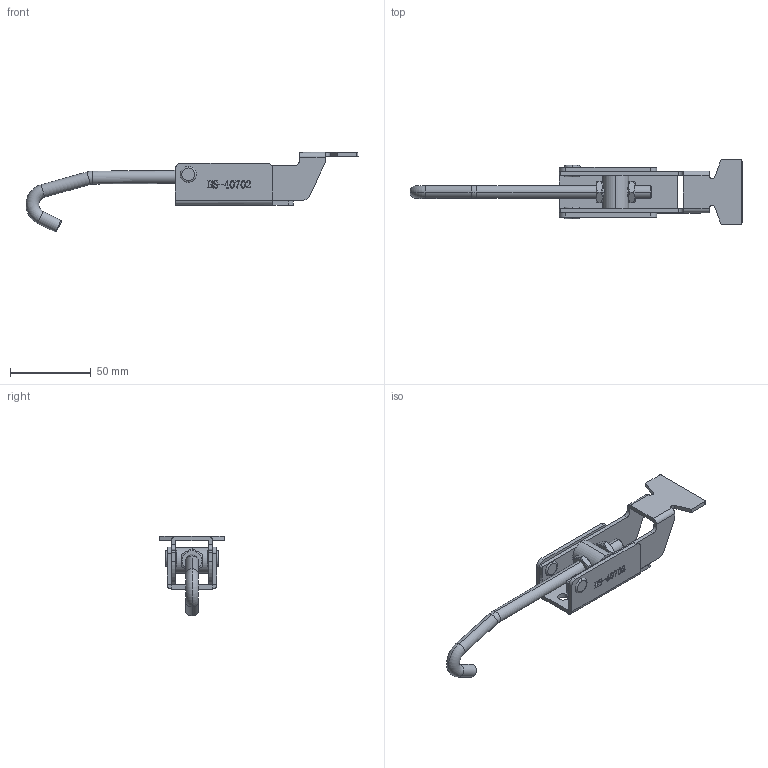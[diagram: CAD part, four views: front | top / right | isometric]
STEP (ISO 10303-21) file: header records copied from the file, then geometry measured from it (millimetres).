
FILE_DESCRIPTION (( 'STEP AP203' ), '1' );
FILE_NAME ('HS-40702 .STEP', '2019-10-07T03:16:01', ( '微软用户' ), ( '微软中国' ), 'SwSTEP 2.0', 'SolidWorks 2012', '' );
FILE_SCHEMA (( 'CONFIG_CONTROL_DESIGN' ));
Length unit declared in the file: millimetre
Products named in the file (7): HS-40702 ; hex thin nuts-grades ab-chamfered gb_GB_FASTENER_NUT_STNAB M8-N; 挴裝; 种粣; 种; 忒梟; 菁釱
Assembly tree (8 placements, depth 2):
  HS-40702 
    菁釱
    忒梟
    种  x2
    种粣
    挴裝
    hex thin nuts-grades ab-chamfered gb_GB_FASTENER_NUT_STNAB M8-N  x2
Bounding box: 205.95 x 40 x 49.6 mm (x, y, z)
Volume: 37830.9 mm3; surface area: 29750.5 mm2
Topology: 8 solids, 8 shells, 506 faces, 1329 edges, 870 vertices
Faces by surface type: plane 281, bspline 125, cylinder 68, cone 20, torus 12
Entity records: 21962 total; most frequent: CARTESIAN_POINT 9987, ORIENTED_EDGE 2542, DIRECTION 1889, EDGE_CURVE 1271, LINE 849, VECTOR 849, VERTEX_POINT 834, EDGE_LOOP 527
